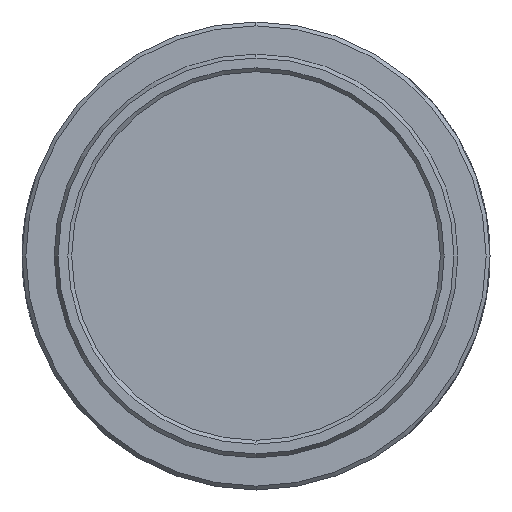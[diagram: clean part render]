
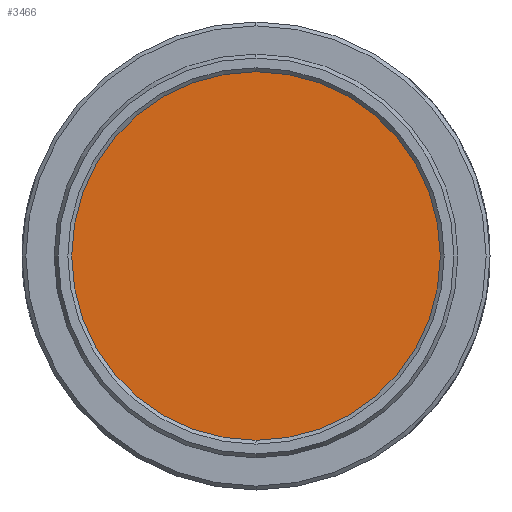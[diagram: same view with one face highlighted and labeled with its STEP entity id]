
A CAD part, left-side view. The second image highlights one B-rep face of the part: STEP entity #3466.
In plain terms, the highlighted planar face has unit normal (-1, 0, 0).
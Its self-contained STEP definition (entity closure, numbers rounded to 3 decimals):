
#1287 = ORIENTED_EDGE ( 'NONE', *, *, #2255, .F. ) ;
#1790 = CARTESIAN_POINT ( 'NONE',  ( -7.62, -11.324, -5.75 ) ) ;
#1934 = FACE_OUTER_BOUND ( 'NONE', #4085, .T. ) ;
#1982 = AXIS2_PLACEMENT_3D ( 'NONE', #8701, #7786, #7821 ) ;
#2134 = CARTESIAN_POINT ( 'NONE',  ( -7.62, 0., 0. ) ) ;
#2255 = EDGE_CURVE ( 'NONE', #5281, #4433, #9955, .T. ) ;
#2446 = CIRCLE ( 'NONE', #2832, 12.7 ) ;
#2832 = AXIS2_PLACEMENT_3D ( 'NONE', #2134, #2975, #6752 ) ;
#2975 = DIRECTION ( 'NONE',  ( 1., 0., 0. ) ) ;
#2997 = EDGE_CURVE ( 'NONE', #4433, #5281, #2446, .T. ) ;
#3212 = AXIS2_PLACEMENT_3D ( 'NONE', #6712, #8209, #6678 ) ;
#3466 = ADVANCED_FACE ( 'NONE', ( #1934 ), #9795, .F. ) ;
#4085 = EDGE_LOOP ( 'NONE', ( #6256, #1287 ) ) ;
#4433 = VERTEX_POINT ( 'NONE', #1790 ) ;
#5065 = CARTESIAN_POINT ( 'NONE',  ( -7.62, 11.324, 5.75 ) ) ;
#5281 = VERTEX_POINT ( 'NONE', #5065 ) ;
#6256 = ORIENTED_EDGE ( 'NONE', *, *, #2997, .F. ) ;
#6678 = DIRECTION ( 'NONE',  ( 0., -0.892, -0.453 ) ) ;
#6712 = CARTESIAN_POINT ( 'NONE',  ( -7.62, 0., 0. ) ) ;
#6752 = DIRECTION ( 'NONE',  ( 0., -0.892, -0.453 ) ) ;
#7786 = DIRECTION ( 'NONE',  ( 1., 0., 0. ) ) ;
#7821 = DIRECTION ( 'NONE',  ( 0., -0.892, -0.453 ) ) ;
#8209 = DIRECTION ( 'NONE',  ( 1., 0., 0. ) ) ;
#8701 = CARTESIAN_POINT ( 'NONE',  ( -7.62, 0., 0. ) ) ;
#9795 = PLANE ( 'NONE',  #3212 ) ;
#9955 = CIRCLE ( 'NONE', #1982, 12.7 ) ;
